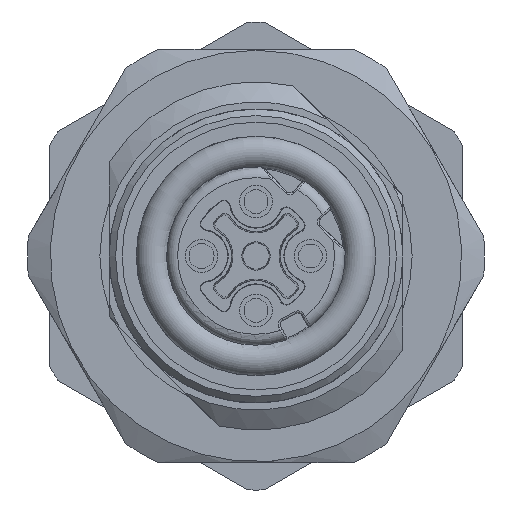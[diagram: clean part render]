
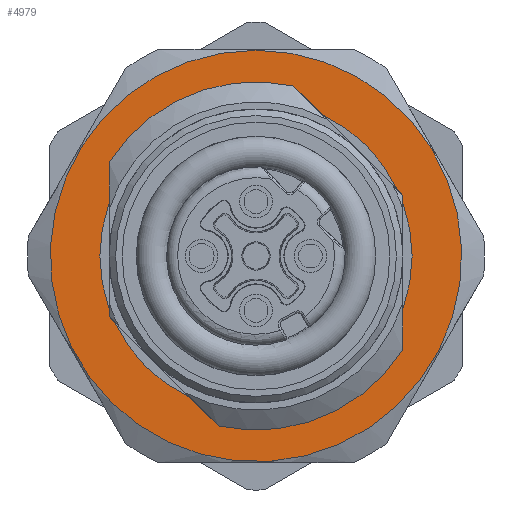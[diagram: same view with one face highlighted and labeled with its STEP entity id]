
A CAD part, front view. The second image highlights one B-rep face of the part: STEP entity #4979.
In plain terms, the highlighted planar face has unit normal (0, -1, 0).
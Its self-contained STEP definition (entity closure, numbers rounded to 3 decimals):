
#734=PLANE('',#16836);
#2768=LINE('',#28009,#4051);
#2769=LINE('',#28011,#4052);
#2770=LINE('',#28012,#4053);
#2771=LINE('',#28016,#4054);
#2772=LINE('',#28018,#4055);
#2773=LINE('',#28019,#4056);
#2774=LINE('',#28020,#4057);
#2775=LINE('',#28021,#4058);
#4051=VECTOR('',#21001,1.);
#4052=VECTOR('',#21002,1.);
#4053=VECTOR('',#21003,1.);
#4054=VECTOR('',#21006,1.);
#4055=VECTOR('',#21007,1.);
#4056=VECTOR('',#21008,1.);
#4057=VECTOR('',#21009,1.);
#4058=VECTOR('',#21010,1.);
#4979=ADVANCED_FACE('',(#5477,#5478),#734,.T.);
#5477=FACE_BOUND('',#6331,.T.);
#5478=FACE_BOUND('',#6332,.T.);
#6331=EDGE_LOOP('',(#10387));
#6332=EDGE_LOOP('',(#10388,#10389,#10390,#10391,#10392,#10393,#10394,#10395,
#10396,#10397,#10398,#10399,#10400,#10401));
#10387=ORIENTED_EDGE('',*,*,#14328,.F.);
#10388=ORIENTED_EDGE('',*,*,#14405,.F.);
#10389=ORIENTED_EDGE('',*,*,#14371,.F.);
#10390=ORIENTED_EDGE('',*,*,#14406,.F.);
#10391=ORIENTED_EDGE('',*,*,#14403,.F.);
#10392=ORIENTED_EDGE('',*,*,#14407,.T.);
#10393=ORIENTED_EDGE('',*,*,#14408,.F.);
#10394=ORIENTED_EDGE('',*,*,#14409,.T.);
#10395=ORIENTED_EDGE('',*,*,#14410,.F.);
#10396=ORIENTED_EDGE('',*,*,#14367,.F.);
#10397=ORIENTED_EDGE('',*,*,#14411,.F.);
#10398=ORIENTED_EDGE('',*,*,#14385,.F.);
#10399=ORIENTED_EDGE('',*,*,#14412,.F.);
#10400=ORIENTED_EDGE('',*,*,#14389,.F.);
#10401=ORIENTED_EDGE('',*,*,#14413,.F.);
#12190=VERTEX_POINT('',#27798);
#12217=VERTEX_POINT('',#27906);
#12218=VERTEX_POINT('',#27908);
#12221=VERTEX_POINT('',#27915);
#12222=VERTEX_POINT('',#27917);
#12230=VERTEX_POINT('',#27955);
#12231=VERTEX_POINT('',#27957);
#12234=VERTEX_POINT('',#27964);
#12235=VERTEX_POINT('',#27966);
#12243=VERTEX_POINT('',#28004);
#12244=VERTEX_POINT('',#28006);
#12245=VERTEX_POINT('',#28010);
#12246=VERTEX_POINT('',#28013);
#12247=VERTEX_POINT('',#28015);
#12248=VERTEX_POINT('',#28017);
#14328=EDGE_CURVE('',#12190,#12190,#15295,.T.);
#14367=EDGE_CURVE('',#12217,#12218,#15309,.T.);
#14371=EDGE_CURVE('',#12221,#12222,#15311,.T.);
#14385=EDGE_CURVE('',#12230,#12231,#15315,.T.);
#14389=EDGE_CURVE('',#12234,#12235,#15317,.T.);
#14403=EDGE_CURVE('',#12243,#12244,#15321,.T.);
#14405=EDGE_CURVE('',#12222,#12245,#2768,.T.);
#14406=EDGE_CURVE('',#12244,#12221,#2769,.T.);
#14407=EDGE_CURVE('',#12243,#12246,#2770,.T.);
#14408=EDGE_CURVE('',#12247,#12246,#15322,.T.);
#14409=EDGE_CURVE('',#12247,#12248,#2771,.T.);
#14410=EDGE_CURVE('',#12218,#12248,#2772,.T.);
#14411=EDGE_CURVE('',#12231,#12217,#2773,.T.);
#14412=EDGE_CURVE('',#12235,#12230,#2774,.T.);
#14413=EDGE_CURVE('',#12245,#12234,#2775,.T.);
#15295=CIRCLE('',#16782,9.45);
#15309=CIRCLE('',#16809,7.172);
#15311=CIRCLE('',#16812,7.172);
#15315=CIRCLE('',#16821,8.);
#15317=CIRCLE('',#16824,7.172);
#15321=CIRCLE('',#16833,8.);
#15322=CIRCLE('',#16835,7.172);
#16782=AXIS2_PLACEMENT_3D('',#27797,#20859,#20860);
#16809=AXIS2_PLACEMENT_3D('',#27907,#20932,#20933);
#16812=AXIS2_PLACEMENT_3D('',#27916,#20940,#20941);
#16821=AXIS2_PLACEMENT_3D('',#27956,#20964,#20965);
#16824=AXIS2_PLACEMENT_3D('',#27965,#20972,#20973);
#16833=AXIS2_PLACEMENT_3D('',#28005,#20996,#20997);
#16835=AXIS2_PLACEMENT_3D('',#28014,#21004,#21005);
#16836=AXIS2_PLACEMENT_3D('',#28022,#21011,#21012);
#20859=DIRECTION('',(0.,1.,0.));
#20860=DIRECTION('',(0.,0.,1.));
#20932=DIRECTION('',(0.,-1.,0.));
#20933=DIRECTION('',(0.,0.,-1.));
#20940=DIRECTION('',(0.,-1.,0.));
#20941=DIRECTION('',(0.,0.,-1.));
#20964=DIRECTION('',(0.,-1.,0.));
#20965=DIRECTION('',(-1.,0.,0.));
#20972=DIRECTION('',(0.,-1.,0.));
#20973=DIRECTION('',(0.,0.,-1.));
#20996=DIRECTION('',(0.,-1.,0.));
#20997=DIRECTION('',(-1.,0.,0.));
#21001=DIRECTION('',(0.,0.,-1.));
#21002=DIRECTION('',(0.,0.,-1.));
#21003=DIRECTION('',(0.707,0.,-0.707));
#21004=DIRECTION('',(0.,-1.,0.));
#21005=DIRECTION('',(0.,0.,-1.));
#21006=DIRECTION('',(0.707,0.,-0.707));
#21007=DIRECTION('',(0.,0.,1.));
#21008=DIRECTION('',(0.,0.,1.));
#21009=DIRECTION('',(0.707,0.,-0.707));
#21010=DIRECTION('',(0.707,0.,-0.707));
#21011=DIRECTION('',(0.,-1.,0.));
#21012=DIRECTION('',(0.,0.,1.));
#27797=CARTESIAN_POINT('',(50.,-25.3,0.));
#27798=CARTESIAN_POINT('',(50.,-25.3,9.45));
#27906=CARTESIAN_POINT('',(56.75,-25.3,-2.424));
#27907=CARTESIAN_POINT('',(50.,-25.3,0.));
#27908=CARTESIAN_POINT('',(56.75,-25.3,2.424));
#27915=CARTESIAN_POINT('',(43.25,-25.3,2.424));
#27916=CARTESIAN_POINT('',(50.,-25.3,0.));
#27917=CARTESIAN_POINT('',(43.25,-25.3,-2.424));
#27955=CARTESIAN_POINT('',(48.263,-25.3,-7.809));
#27956=CARTESIAN_POINT('',(50.,-25.3,0.));
#27957=CARTESIAN_POINT('',(56.75,-25.3,-4.294));
#27964=CARTESIAN_POINT('',(43.513,-25.3,-3.059));
#27965=CARTESIAN_POINT('',(50.,-25.3,0.));
#27966=CARTESIAN_POINT('',(46.941,-25.3,-6.487));
#28004=CARTESIAN_POINT('',(51.737,-25.3,7.809));
#28005=CARTESIAN_POINT('',(50.,-25.3,0.));
#28006=CARTESIAN_POINT('',(43.25,-25.3,4.294));
#28009=CARTESIAN_POINT('',(43.25,-25.3,-9.5));
#28010=CARTESIAN_POINT('',(43.25,-25.3,-2.796));
#28011=CARTESIAN_POINT('',(43.25,-25.3,-9.5));
#28012=CARTESIAN_POINT('',(57.809,-25.3,1.737));
#28013=CARTESIAN_POINT('',(53.059,-25.3,6.487));
#28014=CARTESIAN_POINT('',(50.,-25.3,0.));
#28015=CARTESIAN_POINT('',(56.487,-25.3,3.059));
#28016=CARTESIAN_POINT('',(57.809,-25.3,1.737));
#28017=CARTESIAN_POINT('',(56.75,-25.3,2.796));
#28018=CARTESIAN_POINT('',(56.75,-25.3,9.5));
#28019=CARTESIAN_POINT('',(56.75,-25.3,9.5));
#28020=CARTESIAN_POINT('',(48.263,-25.3,-7.809));
#28021=CARTESIAN_POINT('',(48.263,-25.3,-7.809));
#28022=CARTESIAN_POINT('',(50.,-25.3,0.));
